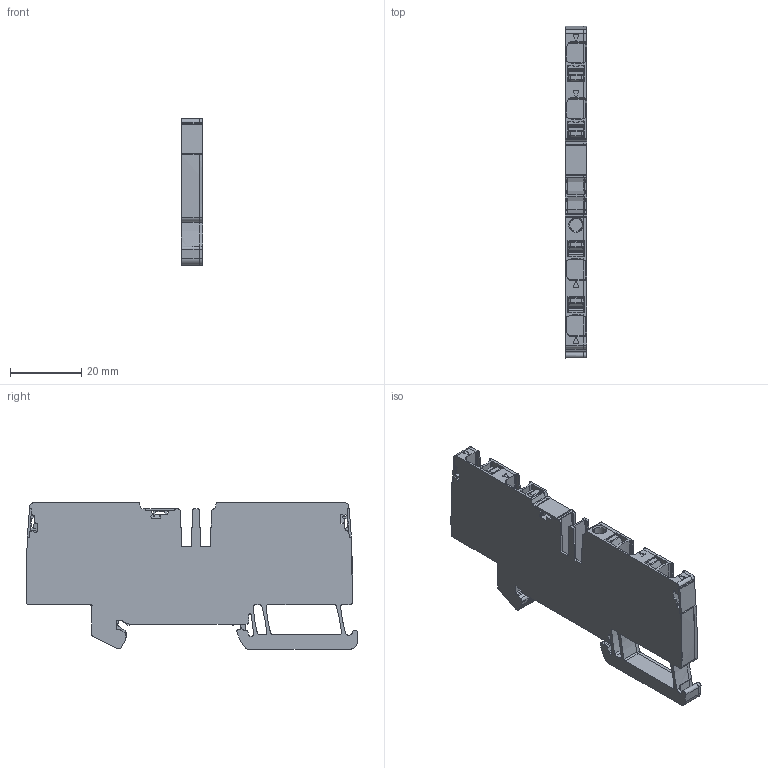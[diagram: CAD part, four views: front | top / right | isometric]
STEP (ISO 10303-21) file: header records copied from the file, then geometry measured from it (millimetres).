
FILE_DESCRIPTION(('CATIA V5 STEP Exchange','CAx-IF Rec.Pracs.--- Model Styling and Organization---1.5--- 2016-08-15','CAx-IF Rec.Pracs.---Supplemental Geometry---1.0---2011-11-01','CAx-IF Rec.Pracs.--- Composite Materials ---1.1---2010-07-15'),'2;1');
FILE_NAME ('1442573-2_0', '2025-09-19T13:05:44+00:00', ('none'), ('Weidmueller'), 'CATIA Version 5-6 Release 2024 SP4', 'CATIA V5 STEP AP214 v3', 'none');
FILE_SCHEMA(('AUTOMOTIVE_DESIGN { 1 0 10303 214 1 1 1 1 }'));
Length unit declared in the file: millimetre
Products named in the file (1): 2874990000
Bounding box: 6.1 x 93.28 x 41.1 mm (x, y, z)
Volume: 16165.3 mm3; surface area: 15728.1 mm2
Topology: 13 solids, 13 shells, 1129 faces, 3164 edges, 2065 vertices
Faces by surface type: plane 527, cylinder 491, bspline 40, extrusion 39, torus 26, cone 3, sphere 3
Entity records: 37804 total; most frequent: CARTESIAN_POINT 9911, ORIENTED_EDGE 6324, DIRECTION 4773, EDGE_CURVE 3162, VECTOR 2103, VERTEX_POINT 2065, LINE 2064, AXIS2_PLACEMENT_3D 1727
